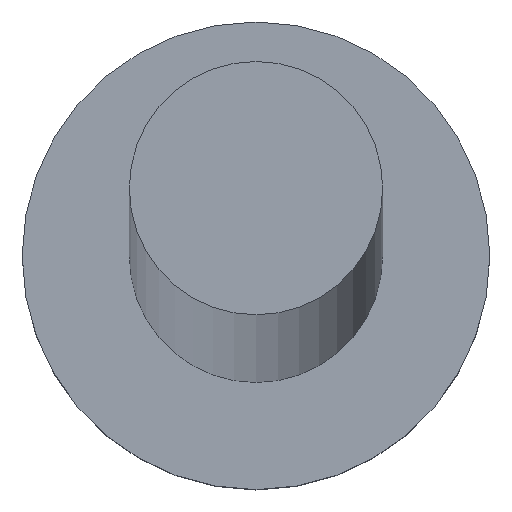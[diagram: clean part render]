
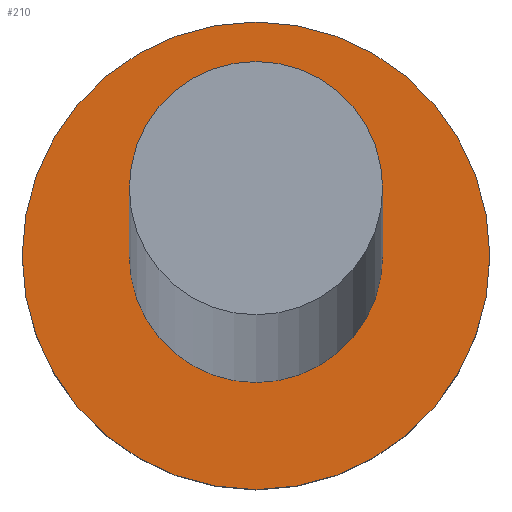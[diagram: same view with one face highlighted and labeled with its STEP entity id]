
A CAD part, top view. The second image highlights one B-rep face of the part: STEP entity #210.
In plain terms, the highlighted planar face has unit normal (0, 0, 1).
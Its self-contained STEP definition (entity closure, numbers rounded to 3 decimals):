
#8 = AXIS2_PLACEMENT_3D ( 'NONE', #211, #9, #97 ) ;
#9 = DIRECTION ( 'NONE',  ( 0., 0., 1. ) ) ;
#14 = CARTESIAN_POINT ( 'NONE',  ( 0., 0., 5. ) ) ;
#30 = VERTEX_POINT ( 'NONE', #31 ) ;
#31 = CARTESIAN_POINT ( 'NONE',  ( -3.25, 0., 5. ) ) ;
#35 = CARTESIAN_POINT ( 'NONE',  ( 6., 0., 5. ) ) ;
#37 = CARTESIAN_POINT ( 'NONE',  ( 3.25, 0., 5. ) ) ;
#40 = FACE_BOUND ( 'NONE', #53, .T. ) ;
#44 = EDGE_CURVE ( 'NONE', #213, #151, #200, .T. ) ;
#53 = EDGE_LOOP ( 'NONE', ( #171, #92 ) ) ;
#55 = AXIS2_PLACEMENT_3D ( 'NONE', #204, #119, #221 ) ;
#70 = EDGE_CURVE ( 'NONE', #151, #213, #189, .T. ) ;
#79 = CIRCLE ( 'NONE', #166, 3.25 ) ;
#84 = CARTESIAN_POINT ( 'NONE',  ( -6., 0., 5. ) ) ;
#92 = ORIENTED_EDGE ( 'NONE', *, *, #101, .F. ) ;
#95 = DIRECTION ( 'NONE',  ( 0., 0., 1. ) ) ;
#96 = EDGE_LOOP ( 'NONE', ( #113, #136 ) ) ;
#97 = DIRECTION ( 'NONE',  ( 1., 0., 0. ) ) ;
#101 = EDGE_CURVE ( 'NONE', #147, #30, #79, .T. ) ;
#105 = FACE_OUTER_BOUND ( 'NONE', #96, .T. ) ;
#113 = ORIENTED_EDGE ( 'NONE', *, *, #70, .T. ) ;
#119 = DIRECTION ( 'NONE',  ( 0., 0., 1. ) ) ;
#133 = DIRECTION ( 'NONE',  ( 1., 0., 0. ) ) ;
#136 = ORIENTED_EDGE ( 'NONE', *, *, #44, .T. ) ;
#147 = VERTEX_POINT ( 'NONE', #37 ) ;
#151 = VERTEX_POINT ( 'NONE', #84 ) ;
#152 = CARTESIAN_POINT ( 'NONE',  ( 0., 0., 5. ) ) ;
#157 = CARTESIAN_POINT ( 'NONE',  ( 0., 0., 5. ) ) ;
#166 = AXIS2_PLACEMENT_3D ( 'NONE', #152, #232, #214 ) ;
#167 = CIRCLE ( 'NONE', #55, 3.25 ) ;
#171 = ORIENTED_EDGE ( 'NONE', *, *, #188, .F. ) ;
#183 = PLANE ( 'NONE',  #243 ) ;
#188 = EDGE_CURVE ( 'NONE', #30, #147, #167, .T. ) ;
#189 = CIRCLE ( 'NONE', #191, 6. ) ;
#191 = AXIS2_PLACEMENT_3D ( 'NONE', #14, #95, #133 ) ;
#200 = CIRCLE ( 'NONE', #8, 6. ) ;
#204 = CARTESIAN_POINT ( 'NONE',  ( 0., 0., 5. ) ) ;
#210 = ADVANCED_FACE ( 'NONE', ( #40, #105 ), #183, .T. ) ;
#211 = CARTESIAN_POINT ( 'NONE',  ( 0., 0., 5. ) ) ;
#213 = VERTEX_POINT ( 'NONE', #35 ) ;
#214 = DIRECTION ( 'NONE',  ( 1., 0., 0. ) ) ;
#221 = DIRECTION ( 'NONE',  ( 1., 0., 0. ) ) ;
#232 = DIRECTION ( 'NONE',  ( 0., 0., 1. ) ) ;
#236 = DIRECTION ( 'NONE',  ( 0., 0., 1. ) ) ;
#243 = AXIS2_PLACEMENT_3D ( 'NONE', #157, #236, #253 ) ;
#253 = DIRECTION ( 'NONE',  ( 1., 0., 0. ) ) ;
